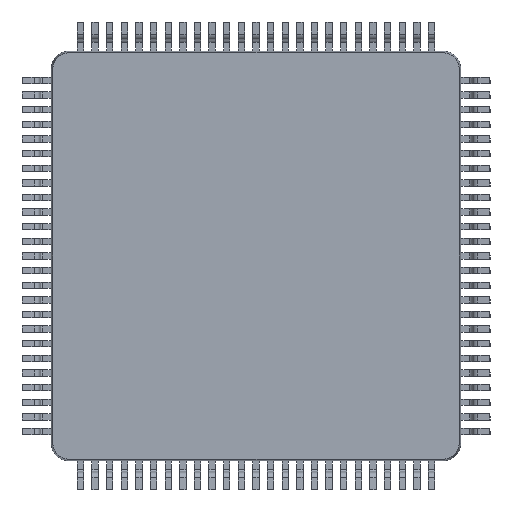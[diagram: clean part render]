
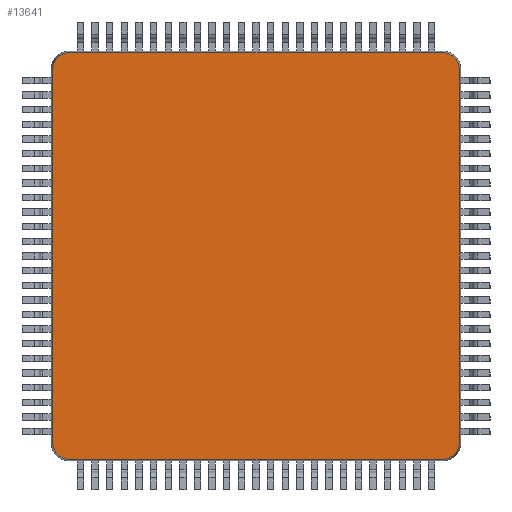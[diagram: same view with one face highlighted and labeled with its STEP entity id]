
A CAD part, front view. The second image highlights one B-rep face of the part: STEP entity #13641.
In plain terms, the highlighted planar face has unit normal (0, -1, 0).
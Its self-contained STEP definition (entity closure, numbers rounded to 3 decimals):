
#35 = CARTESIAN_POINT ( 'NONE',  ( 6.944, 0.15, -6.4 ) ) ;
#408 = AXIS2_PLACEMENT_3D ( 'NONE', #10804, #21055, #41059 ) ;
#824 = DIRECTION ( 'NONE',  ( -1., 0., 0. ) ) ;
#1099 = CARTESIAN_POINT ( 'NONE',  ( 6.4, 0.15, 6.944 ) ) ;
#1117 = DIRECTION ( 'NONE',  ( 1., 0., 0. ) ) ;
#1715 = VERTEX_POINT ( 'NONE', #42268 ) ;
#1796 = AXIS2_PLACEMENT_3D ( 'NONE', #40031, #12032, #25779 ) ;
#3418 = AXIS2_PLACEMENT_3D ( 'NONE', #44522, #27049, #24166 ) ;
#3438 = DIRECTION ( 'NONE',  ( 0., 0., -1. ) ) ;
#3528 = DIRECTION ( 'NONE',  ( 0., 0., 1. ) ) ;
#3919 = LINE ( 'NONE', #28279, #38837 ) ;
#4972 = ORIENTED_EDGE ( 'NONE', *, *, #36469, .T. ) ;
#7403 = CARTESIAN_POINT ( 'NONE',  ( -6.944, 0.15, 6.4 ) ) ;
#9007 = VERTEX_POINT ( 'NONE', #9038 ) ;
#9038 = CARTESIAN_POINT ( 'NONE',  ( 6.4, 0.15, 6.944 ) ) ;
#9377 = CARTESIAN_POINT ( 'NONE',  ( 6.4, 0.15, -6.944 ) ) ;
#9751 = AXIS2_PLACEMENT_3D ( 'NONE', #18359, #41971, #35197 ) ;
#10387 = AXIS2_PLACEMENT_3D ( 'NONE', #38868, #14943, #42003 ) ;
#10497 = VERTEX_POINT ( 'NONE', #43834 ) ;
#10804 = CARTESIAN_POINT ( 'NONE',  ( -6.4, 0.15, 6.4 ) ) ;
#11040 = EDGE_CURVE ( 'NONE', #10497, #33941, #22904, .T. ) ;
#11124 = ORIENTED_EDGE ( 'NONE', *, *, #11040, .T. ) ;
#11811 = CARTESIAN_POINT ( 'NONE',  ( -6.4, 0.15, -6.944 ) ) ;
#12032 = DIRECTION ( 'NONE',  ( 0., -1., 0. ) ) ;
#13641 = ADVANCED_FACE ( 'NONE', ( #44615 ), #33924, .T. ) ;
#14056 = CARTESIAN_POINT ( 'NONE',  ( -6.944, 0.15, 6.4 ) ) ;
#14060 = VERTEX_POINT ( 'NONE', #9377 ) ;
#14814 = LINE ( 'NONE', #1099, #43201 ) ;
#14943 = DIRECTION ( 'NONE',  ( 0., -1., 0. ) ) ;
#15753 = CARTESIAN_POINT ( 'NONE',  ( 6.944, 0.15, -6.4 ) ) ;
#15756 = ORIENTED_EDGE ( 'NONE', *, *, #28395, .T. ) ;
#16109 = ORIENTED_EDGE ( 'NONE', *, *, #29579, .T. ) ;
#16269 = VECTOR ( 'NONE', #3528, 1000. ) ;
#18359 = CARTESIAN_POINT ( 'NONE',  ( -6.4, 0.15, -6.4 ) ) ;
#20742 = ORIENTED_EDGE ( 'NONE', *, *, #32869, .T. ) ;
#20981 = CIRCLE ( 'NONE', #9751, 0.544 ) ;
#21015 = EDGE_CURVE ( 'NONE', #9007, #10497, #14814, .T. ) ;
#21055 = DIRECTION ( 'NONE',  ( 0., -1., 0. ) ) ;
#22904 = CIRCLE ( 'NONE', #408, 0.544 ) ;
#23950 = ORIENTED_EDGE ( 'NONE', *, *, #35452, .T. ) ;
#24166 = DIRECTION ( 'NONE',  ( 0., 0., -1. ) ) ;
#25779 = DIRECTION ( 'NONE',  ( 0., 0., -1. ) ) ;
#27049 = DIRECTION ( 'NONE',  ( 0., -1., 0. ) ) ;
#27310 = ORIENTED_EDGE ( 'NONE', *, *, #40817, .T. ) ;
#27743 = ORIENTED_EDGE ( 'NONE', *, *, #21015, .T. ) ;
#28279 = CARTESIAN_POINT ( 'NONE',  ( -6.4, 0.15, -6.944 ) ) ;
#28395 = EDGE_CURVE ( 'NONE', #29060, #37839, #34576, .T. ) ;
#28451 = CARTESIAN_POINT ( 'NONE',  ( 6.944, 0.15, 6.4 ) ) ;
#29060 = VERTEX_POINT ( 'NONE', #15753 ) ;
#29321 = VECTOR ( 'NONE', #3438, 1000. ) ;
#29579 = EDGE_CURVE ( 'NONE', #1715, #42478, #20981, .T. ) ;
#32869 = EDGE_CURVE ( 'NONE', #14060, #29060, #34983, .T. ) ;
#33141 = CIRCLE ( 'NONE', #1796, 0.544 ) ;
#33924 = PLANE ( 'NONE',  #3418 ) ;
#33941 = VERTEX_POINT ( 'NONE', #7403 ) ;
#34188 = EDGE_LOOP ( 'NONE', ( #23950, #27743, #11124, #4972, #16109, #27310, #20742, #15756 ) ) ;
#34576 = LINE ( 'NONE', #35, #16269 ) ;
#34983 = CIRCLE ( 'NONE', #10387, 0.544 ) ;
#35197 = DIRECTION ( 'NONE',  ( 0., 0., -1. ) ) ;
#35452 = EDGE_CURVE ( 'NONE', #37839, #9007, #33141, .T. ) ;
#36469 = EDGE_CURVE ( 'NONE', #33941, #1715, #39990, .T. ) ;
#37839 = VERTEX_POINT ( 'NONE', #28451 ) ;
#38837 = VECTOR ( 'NONE', #1117, 1000. ) ;
#38868 = CARTESIAN_POINT ( 'NONE',  ( 6.4, 0.15, -6.4 ) ) ;
#39990 = LINE ( 'NONE', #14056, #29321 ) ;
#40031 = CARTESIAN_POINT ( 'NONE',  ( 6.4, 0.15, 6.4 ) ) ;
#40817 = EDGE_CURVE ( 'NONE', #42478, #14060, #3919, .T. ) ;
#41059 = DIRECTION ( 'NONE',  ( 0., 0., -1. ) ) ;
#41971 = DIRECTION ( 'NONE',  ( 0., -1., 0. ) ) ;
#42003 = DIRECTION ( 'NONE',  ( 0., 0., -1. ) ) ;
#42268 = CARTESIAN_POINT ( 'NONE',  ( -6.944, 0.15, -6.4 ) ) ;
#42478 = VERTEX_POINT ( 'NONE', #11811 ) ;
#43201 = VECTOR ( 'NONE', #824, 1000. ) ;
#43834 = CARTESIAN_POINT ( 'NONE',  ( -6.4, 0.15, 6.944 ) ) ;
#44522 = CARTESIAN_POINT ( 'NONE',  ( 6.4, 0.15, 6.4 ) ) ;
#44615 = FACE_OUTER_BOUND ( 'NONE', #34188, .T. ) ;
